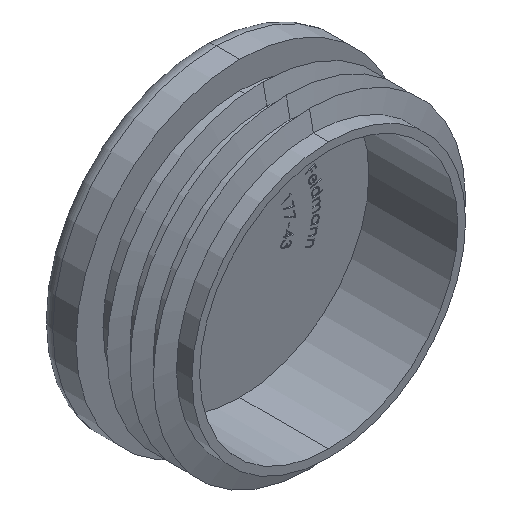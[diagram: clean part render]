
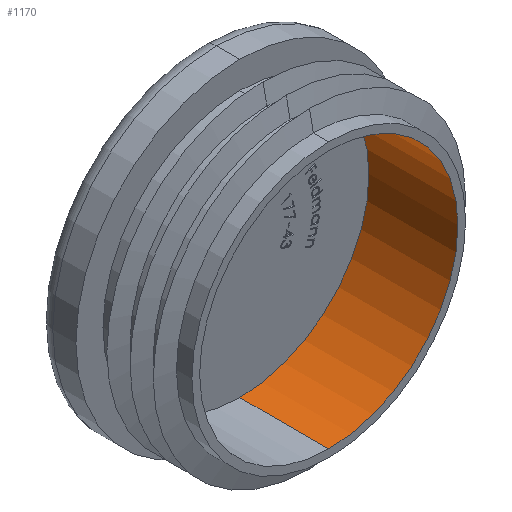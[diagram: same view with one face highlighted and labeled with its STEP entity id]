
A CAD part, isometric view. The second image highlights one B-rep face of the part: STEP entity #1170.
In plain terms, the highlighted cylindrical face has radius 16.7 mm (diameter 33.4 mm), a partial arc.
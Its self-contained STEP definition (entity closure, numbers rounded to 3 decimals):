
#31 = CARTESIAN_POINT ( 'NONE',  ( 0., 0., -16.7 ) ) ;
#54 = EDGE_CURVE ( 'NONE', #3431, #3296, #469, .T. ) ;
#469 = CIRCLE ( 'NONE', #7003, 16.7 ) ;
#486 = AXIS2_PLACEMENT_3D ( 'NONE', #2336, #7278, #3078 ) ;
#764 = DIRECTION ( 'NONE',  ( 0., 1., 0. ) ) ;
#914 = EDGE_CURVE ( 'NONE', #3296, #5831, #8205, .T. ) ;
#1127 = EDGE_LOOP ( 'NONE', ( #5189, #3481, #1842, #6759 ) ) ;
#1170 = ADVANCED_FACE ( 'NONE', ( #5173 ), #4823, .F. ) ;
#1228 = CARTESIAN_POINT ( 'NONE',  ( 0., -11.5, 16.7 ) ) ;
#1271 = DIRECTION ( 'NONE',  ( 0., 1., 0. ) ) ;
#1376 = LINE ( 'NONE', #6560, #3110 ) ;
#1842 = ORIENTED_EDGE ( 'NONE', *, *, #914, .T. ) ;
#2095 = VERTEX_POINT ( 'NONE', #31 ) ;
#2182 = DIRECTION ( 'NONE',  ( 0., 1., 0. ) ) ;
#2306 = CARTESIAN_POINT ( 'NONE',  ( 0., -11.5, 0. ) ) ;
#2336 = CARTESIAN_POINT ( 'NONE',  ( 0., 0., 0. ) ) ;
#3078 = DIRECTION ( 'NONE',  ( 0., 0., 1. ) ) ;
#3110 = VECTOR ( 'NONE', #764, 1000. ) ;
#3296 = VERTEX_POINT ( 'NONE', #7791 ) ;
#3431 = VERTEX_POINT ( 'NONE', #7988 ) ;
#3481 = ORIENTED_EDGE ( 'NONE', *, *, #54, .T. ) ;
#3645 = DIRECTION ( 'NONE',  ( 0., 0., -1. ) ) ;
#3764 = DIRECTION ( 'NONE',  ( 0., -1., 0. ) ) ;
#3792 = CARTESIAN_POINT ( 'NONE',  ( 0., -11.5, 0. ) ) ;
#4823 = CYLINDRICAL_SURFACE ( 'NONE', #4854, 16.7 ) ;
#4854 = AXIS2_PLACEMENT_3D ( 'NONE', #2306, #2182, #5672 ) ;
#5173 = FACE_OUTER_BOUND ( 'NONE', #1127, .T. ) ;
#5189 = ORIENTED_EDGE ( 'NONE', *, *, #8778, .F. ) ;
#5539 = CARTESIAN_POINT ( 'NONE',  ( 0., 0., 16.7 ) ) ;
#5672 = DIRECTION ( 'NONE',  ( 0., 0., 1. ) ) ;
#5831 = VERTEX_POINT ( 'NONE', #5539 ) ;
#6560 = CARTESIAN_POINT ( 'NONE',  ( 0., -11.5, -16.7 ) ) ;
#6759 = ORIENTED_EDGE ( 'NONE', *, *, #7687, .F. ) ;
#6789 = CIRCLE ( 'NONE', #486, 16.7 ) ;
#7003 = AXIS2_PLACEMENT_3D ( 'NONE', #3792, #3764, #3645 ) ;
#7278 = DIRECTION ( 'NONE',  ( 0., -1., 0. ) ) ;
#7687 = EDGE_CURVE ( 'NONE', #2095, #5831, #6789, .T. ) ;
#7791 = CARTESIAN_POINT ( 'NONE',  ( 0., -11.5, 16.7 ) ) ;
#7988 = CARTESIAN_POINT ( 'NONE',  ( 0., -11.5, -16.7 ) ) ;
#8205 = LINE ( 'NONE', #1228, #8406 ) ;
#8406 = VECTOR ( 'NONE', #1271, 1000. ) ;
#8778 = EDGE_CURVE ( 'NONE', #3431, #2095, #1376, .T. ) ;
